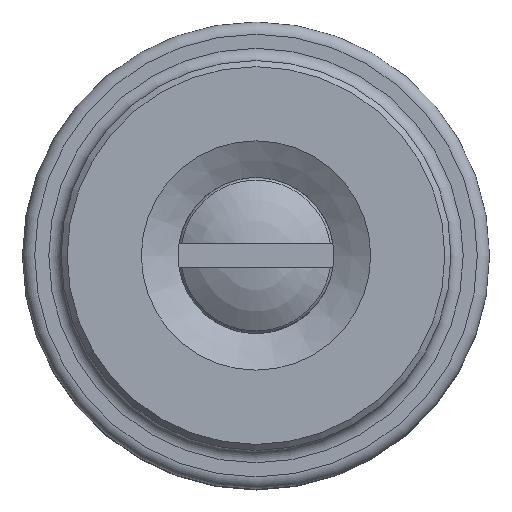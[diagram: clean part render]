
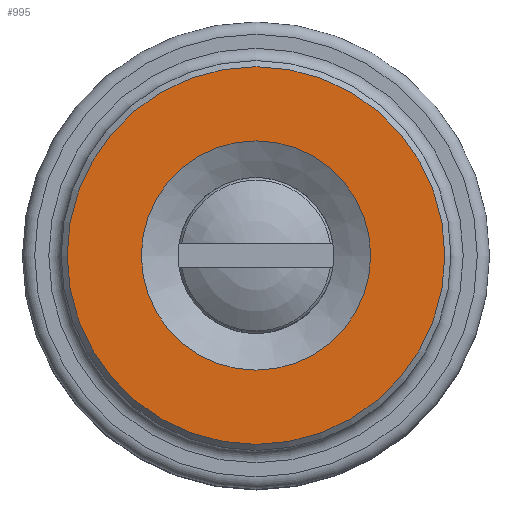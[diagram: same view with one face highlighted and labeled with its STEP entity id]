
A CAD part, top view. The second image highlights one B-rep face of the part: STEP entity #995.
In plain terms, the highlighted planar face has unit normal (0, 0, 1).
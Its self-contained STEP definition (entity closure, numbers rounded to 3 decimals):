
#47=FACE_BOUND('',#292,.T.);
#74=PLANE('',#1180);
#195=FACE_OUTER_BOUND('',#291,.T.);
#291=EDGE_LOOP('',(#863));
#292=EDGE_LOOP('',(#864));
#399=CIRCLE('',#1179,15.4);
#400=CIRCLE('',#1181,9.35);
#490=VERTEX_POINT('',#1859);
#491=VERTEX_POINT('',#1863);
#616=EDGE_CURVE('',#490,#490,#399,.T.);
#618=EDGE_CURVE('',#491,#491,#400,.T.);
#863=ORIENTED_EDGE('',*,*,#616,.F.);
#864=ORIENTED_EDGE('',*,*,#618,.F.);
#995=ADVANCED_FACE('',(#195,#47),#74,.T.);
#1179=AXIS2_PLACEMENT_3D('',#1860,#1539,#1540);
#1180=AXIS2_PLACEMENT_3D('',#1862,#1542,#1543);
#1181=AXIS2_PLACEMENT_3D('',#1864,#1544,#1545);
#1539=DIRECTION('center_axis',(0.,0.,-1.));
#1540=DIRECTION('ref_axis',(1.,0.,0.));
#1542=DIRECTION('center_axis',(0.,0.,1.));
#1543=DIRECTION('ref_axis',(1.,0.,0.));
#1544=DIRECTION('center_axis',(0.,0.,1.));
#1545=DIRECTION('ref_axis',(-1.,0.,0.));
#1859=CARTESIAN_POINT('',(-15.4,0.,42.));
#1860=CARTESIAN_POINT('Origin',(0.,0.,42.));
#1862=CARTESIAN_POINT('Origin',(0.,0.,42.));
#1863=CARTESIAN_POINT('',(9.35,0.,42.));
#1864=CARTESIAN_POINT('Origin',(0.,0.,42.));
